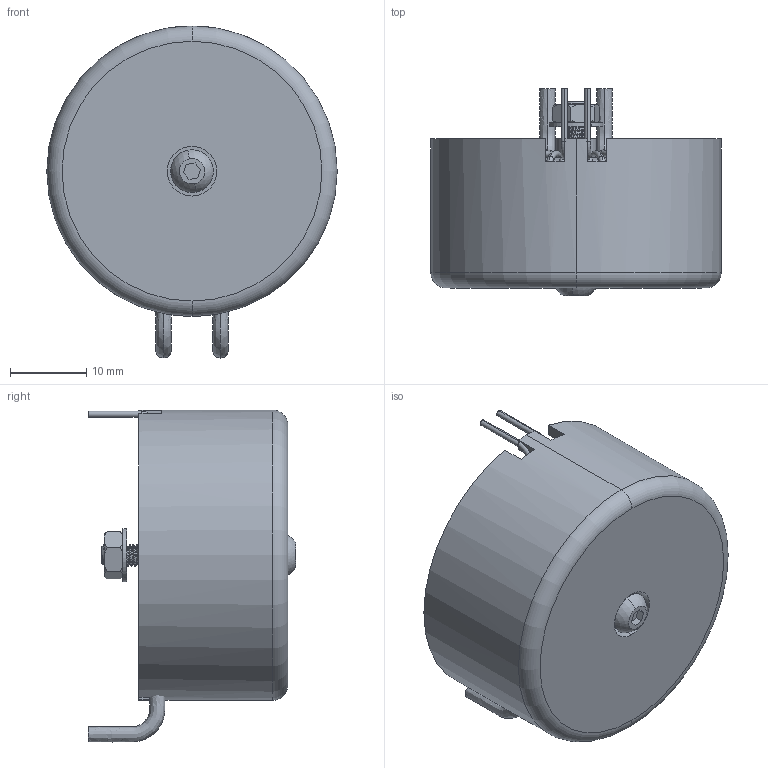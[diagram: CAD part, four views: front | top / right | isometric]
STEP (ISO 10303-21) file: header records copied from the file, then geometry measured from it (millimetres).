
FILE_DESCRIPTION (( 'STEP AP214' ), '1' );
FILE_NAME ('Èçìåðèòåëü òîêà â êîðûòöå 38ìì.STEP', '2024-03-25T08:43:40', ( '' ), ( '' ), 'SwSTEP 2.0', 'SolidWorks 2024', '' );
FILE_SCHEMA (( 'AUTOMOTIVE_DESIGN' ));
Length unit declared in the file: millimetre
Products named in the file (10): Вывод вторички; Виток вторички; Вывод первички; Измеритель тока в корытце 38мм; Феррит 25х15х10,5; Корытце; гайка М3_По умолчанию; Шайба М3_По умолчанию; Винт M3х6; Виток первичкиSLDPRT
Assembly tree (45 placements, depth 2):
  Измеритель тока в корытце 38мм
    Виток вторички  x35
    Феррит 25х15х10,5
    Вывод вторички  x2
    Виток первичкиSLDPRT
    Вывод первички  x2
    Корытце
    Винт M3х6
    гайка М3_По умолчанию
    Шайба М3_По умолчанию
Bounding box: 38 x 27.18 x 43.45 mm (x, y, z)
Volume: 10435.2 mm3; surface area: 12799.2 mm2
Topology: 45 solids, 45 shells, 874 faces, 1890 edges, 1028 vertices
Faces by surface type: torus 450, cylinder 344, plane 49, cone 18, bspline 11, sphere 2
Entity records: 14217 total; most frequent: CARTESIAN_POINT 8201, ORIENTED_EDGE 1252, DIRECTION 1161, EDGE_CURVE 626, AXIS2_PLACEMENT_3D 475, VERTEX_POINT 396, EDGE_LOOP 256, FACE_OUTER_BOUND 246
